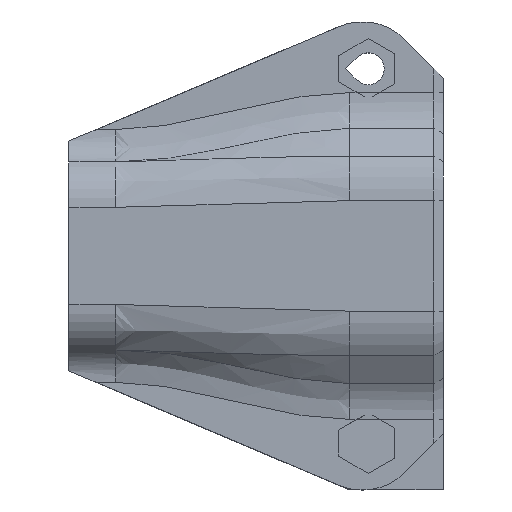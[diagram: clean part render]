
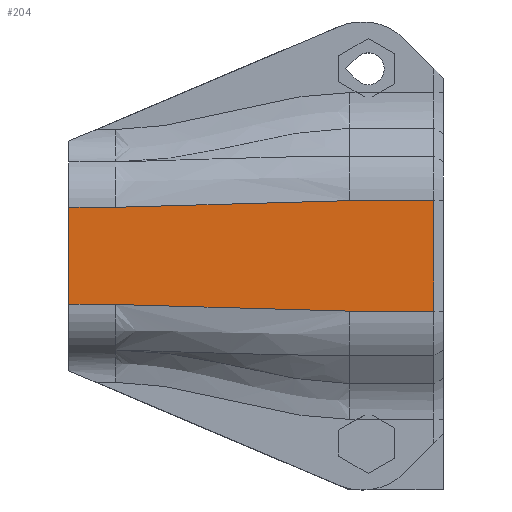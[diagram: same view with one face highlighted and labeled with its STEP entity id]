
A CAD part, top view. The second image highlights one B-rep face of the part: STEP entity #204.
In plain terms, the highlighted planar face has unit normal (0, 0, 1).
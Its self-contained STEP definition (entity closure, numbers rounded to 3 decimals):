
#204=ADVANCED_FACE('',(#452),#454,.T.);
#452=FACE_BOUND('',#453,.T.);
#453=EDGE_LOOP('',(#2789,#2790,#2791,#2792,#2793,#2794,#2795,#2796));
#454=PLANE('',#455);
#455=AXIS2_PLACEMENT_3D('',#456,#457,#458);
#456=CARTESIAN_POINT('',(-27.,-7.5,5.6));
#457=DIRECTION('',(0.,0.,1.));
#458=DIRECTION('',(0.,1.,0.));
#2789=ORIENTED_EDGE('',*,*,#3600,.T.);
#2790=ORIENTED_EDGE('',*,*,#3599,.T.);
#2791=ORIENTED_EDGE('',*,*,#3601,.T.);
#2792=ORIENTED_EDGE('',*,*,#3602,.T.);
#2793=ORIENTED_EDGE('',*,*,#3603,.F.);
#2794=ORIENTED_EDGE('',*,*,#3604,.F.);
#2795=ORIENTED_EDGE('',*,*,#3605,.F.);
#2796=ORIENTED_EDGE('',*,*,#3606,.F.);
#3599=EDGE_CURVE('',#4056,#4058,#4060,.T.);
#3600=EDGE_CURVE('',#4061,#4056,#4062,.T.);
#3601=EDGE_CURVE('',#4058,#4063,#4064,.T.);
#3602=EDGE_CURVE('',#4063,#4065,#4066,.T.);
#3603=EDGE_CURVE('',#4067,#4065,#4068,.T.);
#3604=EDGE_CURVE('',#4069,#4067,#4070,.T.);
#3605=EDGE_CURVE('',#4071,#4069,#4072,.T.);
#3606=EDGE_CURVE('',#4061,#4071,#4073,.T.);
#4056=VERTEX_POINT('',#4880);
#4058=VERTEX_POINT('',#4885);
#4060=LINE('',#4890,#4891);
#4061=VERTEX_POINT('',#4893);
#4062=LINE('',#4894,#4895);
#4063=VERTEX_POINT('',#4897);
#4064=B_SPLINE_CURVE_WITH_KNOTS('',3,
(#4898,#4899,#4900,#4901,#4902,#4903,#4904,#4905,#4906,#4907),
.UNSPECIFIED.,.F.,.F.,
(4,2,2,2,4),
(0.,0.32,0.639,0.96,1.),
.UNSPECIFIED.);
#4065=VERTEX_POINT('',#4908);
#4066=LINE('',#4909,#4910);
#4067=VERTEX_POINT('',#4912);
#4068=LINE('',#4913,#4914);
#4069=VERTEX_POINT('',#4916);
#4070=LINE('',#4917,#4918);
#4071=VERTEX_POINT('',#4920);
#4072=B_SPLINE_CURVE_WITH_KNOTS('',3,
(#4921,#4922,#4923,#4924,#4925,#4926,#4927,#4928,#4929,#4930),
.UNSPECIFIED.,.F.,.F.,
(4,2,2,2,4),
(0.,0.32,0.639,0.96,1.),
.UNSPECIFIED.);
#4073=LINE('',#4931,#4932);
#4880=CARTESIAN_POINT('',(7.,5.903,5.6));
#4885=CARTESIAN_POINT('',(-2.,5.903,5.6));
#4890=CARTESIAN_POINT('',(7.,5.903,5.6));
#4891=VECTOR('',#4892,1.);
#4892=DIRECTION('',(-1.,0.,0.));
#4893=CARTESIAN_POINT('',(7.,-5.903,5.6));
#4894=CARTESIAN_POINT('',(7.,-5.903,5.6));
#4895=VECTOR('',#4896,1.);
#4896=DIRECTION('',(0.,1.,0.));
#4897=CARTESIAN_POINT('',(-27.,5.191,5.6));
#4898=CARTESIAN_POINT('',(-2.,5.903,5.6));
#4899=CARTESIAN_POINT('',(-4.647,5.888,5.6));
#4900=CARTESIAN_POINT('',(-7.2,5.844,5.6));
#4901=CARTESIAN_POINT('',(-12.465,5.696,5.6));
#4902=CARTESIAN_POINT('',(-15.107,5.553,5.6));
#4903=CARTESIAN_POINT('',(-20.482,5.362,5.6));
#4904=CARTESIAN_POINT('',(-23.199,5.217,5.6));
#4905=CARTESIAN_POINT('',(-26.304,5.193,5.6));
#4906=CARTESIAN_POINT('',(-26.655,5.192,5.6));
#4907=CARTESIAN_POINT('',(-27.,5.191,5.6));
#4908=CARTESIAN_POINT('',(-32.,5.191,5.6));
#4909=CARTESIAN_POINT('',(-27.,5.191,5.6));
#4910=VECTOR('',#4911,1.);
#4911=DIRECTION('',(-1.,0.,0.));
#4912=CARTESIAN_POINT('',(-32.,-5.191,5.6));
#4913=CARTESIAN_POINT('',(-32.,-5.191,5.6));
#4914=VECTOR('',#4915,1.);
#4915=DIRECTION('',(0.,1.,0.));
#4916=CARTESIAN_POINT('',(-27.,-5.191,5.6));
#4917=CARTESIAN_POINT('',(-27.,-5.191,5.6));
#4918=VECTOR('',#4919,1.);
#4919=DIRECTION('',(-1.,0.,0.));
#4920=CARTESIAN_POINT('',(-2.,-5.903,5.6));
#4921=CARTESIAN_POINT('',(-2.,-5.903,5.6));
#4922=CARTESIAN_POINT('',(-4.647,-5.888,5.6));
#4923=CARTESIAN_POINT('',(-7.2,-5.844,5.6));
#4924=CARTESIAN_POINT('',(-12.465,-5.696,5.6));
#4925=CARTESIAN_POINT('',(-15.107,-5.553,5.6));
#4926=CARTESIAN_POINT('',(-20.482,-5.362,5.6));
#4927=CARTESIAN_POINT('',(-23.199,-5.217,5.6));
#4928=CARTESIAN_POINT('',(-26.304,-5.193,5.6));
#4929=CARTESIAN_POINT('',(-26.655,-5.192,5.6));
#4930=CARTESIAN_POINT('',(-27.,-5.191,5.6));
#4931=CARTESIAN_POINT('',(7.,-5.903,5.6));
#4932=VECTOR('',#4933,1.);
#4933=DIRECTION('',(-1.,0.,0.));
